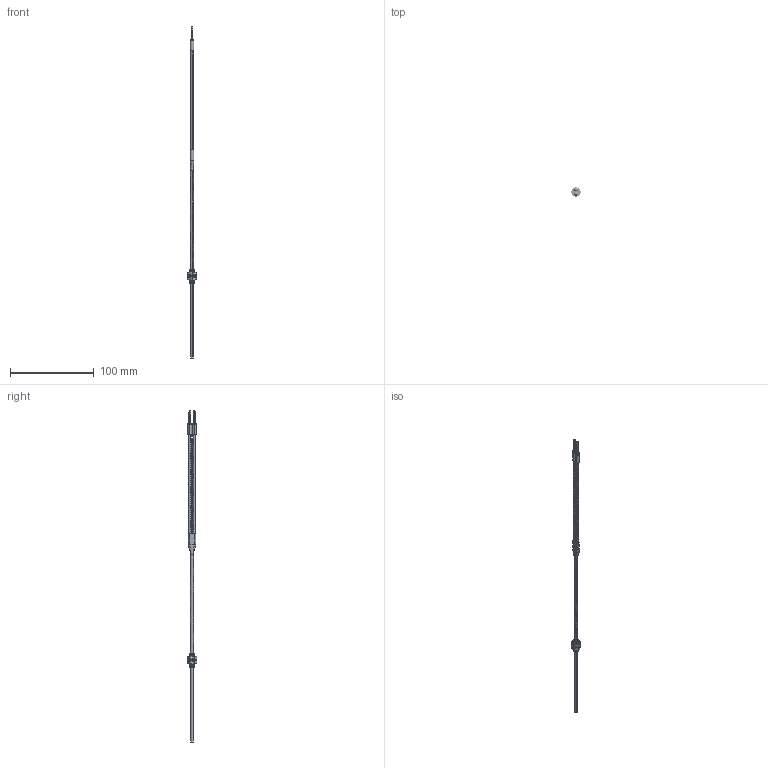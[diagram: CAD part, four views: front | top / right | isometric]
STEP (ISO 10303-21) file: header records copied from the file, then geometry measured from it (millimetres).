
FILE_DESCRIPTION((''),'2;1');
FILE_NAME('166378_ASM','2016-01-05T',('pdmadmin'),(''),'PRO/ENGINEER BY PARAMETRIC TECHNOLOGY CORPORATION, 2013230','PRO/ENGINEER BY PARAMETRIC TECHNOLOGY CORPORATION, 2013230','');
FILE_SCHEMA(('CONFIG_CONTROL_DESIGN'));
Length unit declared in the file: inch
Products named in the file (10): 111770; 110533; 110532; 110534; 111752; 30920; 111402; 13969; FIBER_CORE_1MM; 166378_ASM
Assembly tree (13 placements, depth 2):
  166378_ASM
    111770
    110533  x2
    110532  x2
    110534
    111752
    30920
    111402  x2
    13969
    FIBER_CORE_1MM  x2
Bounding box: 11 x 11.55 x 397.32 mm (x, y, z)
Volume: 2511.4 mm3; surface area: 18230.1 mm2
Topology: 16 solids, 18 shells, 1184 faces, 2462 edges, 1310 vertices
Faces by surface type: torus 400, cone 278, cylinder 232, bspline 214, plane 60
Entity records: 49361 total; most frequent: CARTESIAN_POINT 34840, DIRECTION 3033, ORIENTED_EDGE 2944, EDGE_CURVE 1474, AXIS2_PLACEMENT_3D 1266, VERTEX_POINT 804, EDGE_LOOP 708, CIRCLE 701
